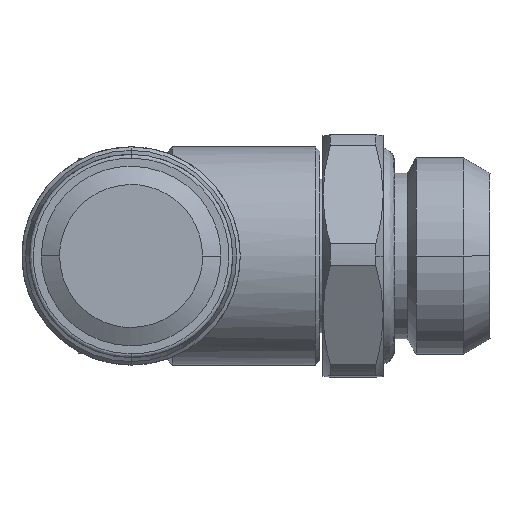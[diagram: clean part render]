
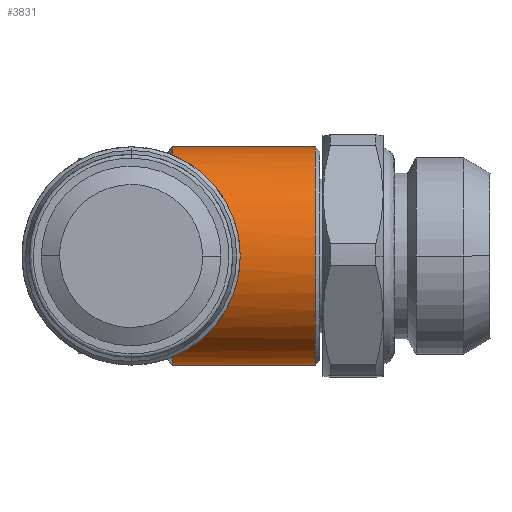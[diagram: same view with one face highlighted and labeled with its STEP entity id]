
A CAD part, left-side view. The second image highlights one B-rep face of the part: STEP entity #3831.
In plain terms, the highlighted cylindrical face has radius 7.272 mm (diameter 14.544 mm), a partial arc.
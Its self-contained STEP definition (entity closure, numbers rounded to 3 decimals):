
#188 = DIRECTION ( 'NONE',  ( 0., 1., 0. ) ) ;
#189 = CARTESIAN_POINT ( 'NONE',  ( -2.101, -12.072, -7.272 ) ) ;
#263 = DIRECTION ( 'NONE',  ( -1., 0., 0. ) ) ;
#300 = FACE_OUTER_BOUND ( 'NONE', #1458, .T. ) ;
#313 = DIRECTION ( 'NONE',  ( 0., -1., 0. ) ) ;
#339 = CARTESIAN_POINT ( 'NONE',  ( -2.101, -12.072, 0. ) ) ;
#701 = VECTOR ( 'NONE', #188, 1000. ) ;
#716 = VECTOR ( 'NONE', #7156, 1000. ) ;
#722 = LINE ( 'NONE', #189, #701 ) ;
#729 = LINE ( 'NONE', #7151, #716 ) ;
#748 = CARTESIAN_POINT ( 'NONE',  ( -4.844, -2.529, 6.734 ) ) ;
#771 = CARTESIAN_POINT ( 'NONE',  ( -4.844, -2.529, -6.734 ) ) ;
#773 = CARTESIAN_POINT ( 'NONE',  ( -7.67, -5.355, -5.583 ) ) ;
#778 = CARTESIAN_POINT ( 'NONE',  ( -2.101, -12.072, -7.272 ) ) ;
#783 = CARTESIAN_POINT ( 'NONE',  ( -2.101, -12.072, 7.272 ) ) ;
#792 = CARTESIAN_POINT ( 'NONE',  ( -4.844, -2.529, -6.734 ) ) ;
#801 = CARTESIAN_POINT ( 'NONE',  ( -9.373, -7.057, -3.051 ) ) ;
#803 = CARTESIAN_POINT ( 'NONE',  ( -9.373, -7.057, 0. ) ) ;
#818 = CARTESIAN_POINT ( 'NONE',  ( -2.101, -2.529, -7.272 ) ) ;
#836 = CARTESIAN_POINT ( 'NONE',  ( -2.101, -2.529, 7.272 ) ) ;
#905 = DIRECTION ( 'NONE',  ( -1., 0., 0. ) ) ;
#906 = DIRECTION ( 'NONE',  ( 0., 1., 0. ) ) ;
#907 = CARTESIAN_POINT ( 'NONE',  ( -2.101, -2.529, 0. ) ) ;
#1029 = VERTEX_POINT ( 'NONE', #3372 ) ;
#1458 = EDGE_LOOP ( 'NONE', ( #1612, #1613, #1614, #1615, #1616, #1617, #1618 ) ) ;
#1612 = ORIENTED_EDGE ( 'NONE', *, *, #4468, .F. ) ;
#1613 = ORIENTED_EDGE ( 'NONE', *, *, #6050, .F. ) ;
#1614 = ORIENTED_EDGE ( 'NONE', *, *, #4488, .T. ) ;
#1615 = ORIENTED_EDGE ( 'NONE', *, *, #5942, .F. ) ;
#1616 = ORIENTED_EDGE ( 'NONE', *, *, #4444, .T. ) ;
#1617 = ORIENTED_EDGE ( 'NONE', *, *, #5964, .T. ) ;
#1618 = ORIENTED_EDGE ( 'NONE', *, *, #4407, .T. ) ;
#2103 = DIRECTION ( 'NONE',  ( -1., 0., 0. ) ) ;
#2104 = DIRECTION ( 'NONE',  ( 0., -1., 0. ) ) ;
#2105 = CARTESIAN_POINT ( 'NONE',  ( -2.101, -2.529, 0. ) ) ;
#2345 = DIRECTION ( 'NONE',  ( 0., 1., 0. ) ) ;
#2347 = CARTESIAN_POINT ( 'NONE',  ( -2.101, -12.072, 0. ) ) ;
#2357 = DIRECTION ( 'NONE',  ( 0., 0., 1. ) ) ;
#3372 = CARTESIAN_POINT ( 'NONE',  ( -9.373, -7.057, 0. ) ) ;
#3649 = CIRCLE ( 'NONE', #4657, 7.272 ) ;
#3651 = CIRCLE ( 'NONE', #4691, 7.272 ) ;
#3831 = ADVANCED_FACE ( 'NONE', ( #300 ), #7602, .T. ) ;
#4407 = EDGE_CURVE ( 'NONE', #5641, #5687, #5615, .T. ) ;
#4444 = EDGE_CURVE ( 'NONE', #5681, #1029, #4943, .T. ) ;
#4468 = EDGE_CURVE ( 'NONE', #5673, #5687, #722, .T. ) ;
#4488 = EDGE_CURVE ( 'NONE', #5648, #5643, #729, .T. ) ;
#4657 = AXIS2_PLACEMENT_3D ( 'NONE', #339, #313, #263 ) ;
#4691 = AXIS2_PLACEMENT_3D ( 'NONE', #907, #906, #905 ) ;
#4763 = AXIS2_PLACEMENT_3D ( 'NONE', #2105, #2104, #2103 ) ;
#4876 =( BOUNDED_CURVE ( )  B_SPLINE_CURVE ( 3, ( #803, #801, #773, #771 ),
 .UNSPECIFIED., .F., .T. ) 
 B_SPLINE_CURVE_WITH_KNOTS ( ( 4, 4 ),
 ( 0., 1.184 ),
 .UNSPECIFIED. ) 
 CURVE ( )  GEOMETRIC_REPRESENTATION_ITEM ( )  RATIONAL_B_SPLINE_CURVE ( ( 1., 0.887, 0.887, 1. ) ) 
 REPRESENTATION_ITEM ( '' )  );
#4943 =( BOUNDED_CURVE ( )  B_SPLINE_CURVE ( 3, ( #6515, #6438, #6432, #6427 ),
 .UNSPECIFIED., .F., .T. ) 
 B_SPLINE_CURVE_WITH_KNOTS ( ( 4, 4 ),
 ( 5.099, 6.283 ),
 .UNSPECIFIED. ) 
 CURVE ( )  GEOMETRIC_REPRESENTATION_ITEM ( )  RATIONAL_B_SPLINE_CURVE ( ( 1., 0.887, 0.887, 1. ) ) 
 REPRESENTATION_ITEM ( '' )  );
#5615 = CIRCLE ( 'NONE', #4763, 7.272 ) ;
#5641 = VERTEX_POINT ( 'NONE', #792 ) ;
#5643 = VERTEX_POINT ( 'NONE', #836 ) ;
#5648 = VERTEX_POINT ( 'NONE', #783 ) ;
#5673 = VERTEX_POINT ( 'NONE', #778 ) ;
#5681 = VERTEX_POINT ( 'NONE', #748 ) ;
#5687 = VERTEX_POINT ( 'NONE', #818 ) ;
#5942 = EDGE_CURVE ( 'NONE', #5681, #5643, #3651, .T. ) ;
#5964 = EDGE_CURVE ( 'NONE', #1029, #5641, #4876, .T. ) ;
#6050 = EDGE_CURVE ( 'NONE', #5648, #5673, #3649, .T. ) ;
#6427 = CARTESIAN_POINT ( 'NONE',  ( -9.373, -7.057, 0. ) ) ;
#6432 = CARTESIAN_POINT ( 'NONE',  ( -9.373, -7.057, 3.051 ) ) ;
#6438 = CARTESIAN_POINT ( 'NONE',  ( -7.67, -5.355, 5.583 ) ) ;
#6515 = CARTESIAN_POINT ( 'NONE',  ( -4.844, -2.529, 6.734 ) ) ;
#7151 = CARTESIAN_POINT ( 'NONE',  ( -2.101, -12.072, 7.272 ) ) ;
#7156 = DIRECTION ( 'NONE',  ( 0., 1., 0. ) ) ;
#7525 = AXIS2_PLACEMENT_3D ( 'NONE', #2347, #2345, #2357 ) ;
#7602 = CYLINDRICAL_SURFACE ( 'NONE', #7525, 7.272 ) ;
